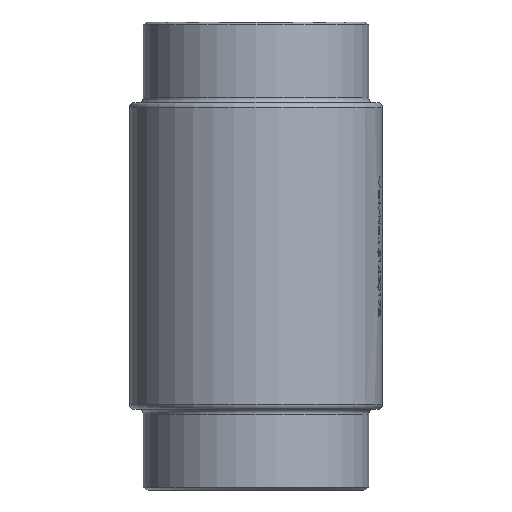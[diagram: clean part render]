
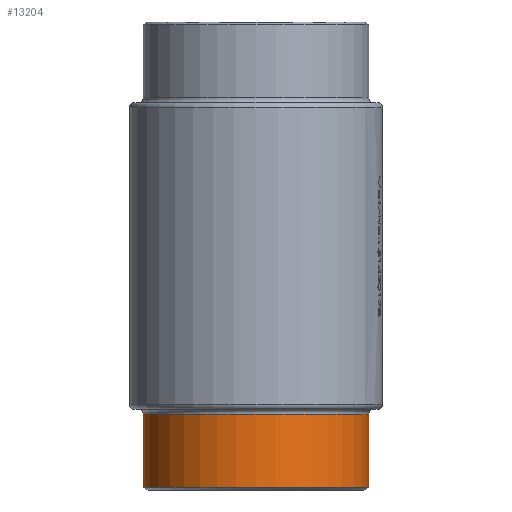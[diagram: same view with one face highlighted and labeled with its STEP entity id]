
A CAD part, front view. The second image highlights one B-rep face of the part: STEP entity #13204.
In plain terms, the highlighted cylindrical face has radius 69.85 mm (diameter 139.7 mm), a partial arc.
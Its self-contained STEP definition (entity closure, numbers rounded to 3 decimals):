
#223 = ORIENTED_EDGE ( 'NONE', *, *, #4735, .T. ) ;
#341 = DIRECTION ( 'NONE',  ( 0., 0., -1. ) ) ;
#570 = CARTESIAN_POINT ( 'NONE',  ( -69.85, 0., -288.268 ) ) ;
#1084 = CARTESIAN_POINT ( 'NONE',  ( 69.85, 0., -243. ) ) ;
#1256 = VECTOR ( 'NONE', #5031, 1000. ) ;
#1855 = DIRECTION ( 'NONE',  ( 0., 0., -1. ) ) ;
#2168 = DIRECTION ( 'NONE',  ( 1., 0., 0. ) ) ;
#2650 = CARTESIAN_POINT ( 'NONE',  ( 69.85, 0., -290. ) ) ;
#4735 = EDGE_CURVE ( 'NONE', #24187, #13568, #11690, .T. ) ;
#4887 = VERTEX_POINT ( 'NONE', #26765 ) ;
#5031 = DIRECTION ( 'NONE',  ( 0., 0., -1. ) ) ;
#5627 = EDGE_LOOP ( 'NONE', ( #223, #16456, #12965, #14081 ) ) ;
#6228 = CARTESIAN_POINT ( 'NONE',  ( 0., 0., -243. ) ) ;
#6506 = FACE_OUTER_BOUND ( 'NONE', #5627, .T. ) ;
#8035 = AXIS2_PLACEMENT_3D ( 'NONE', #8454, #21588, #19223 ) ;
#8454 = CARTESIAN_POINT ( 'NONE',  ( 0., 0., -288.268 ) ) ;
#8755 = CARTESIAN_POINT ( 'NONE',  ( 0., 0., -290. ) ) ;
#11690 = CIRCLE ( 'NONE', #27309, 69.85 ) ;
#12965 = ORIENTED_EDGE ( 'NONE', *, *, #26974, .T. ) ;
#13106 = CYLINDRICAL_SURFACE ( 'NONE', #26659, 69.85 ) ;
#13204 = ADVANCED_FACE ( 'NONE', ( #6506 ), #13106, .T. ) ;
#13568 = VERTEX_POINT ( 'NONE', #16231 ) ;
#13856 = CIRCLE ( 'NONE', #8035, 69.85 ) ;
#14081 = ORIENTED_EDGE ( 'NONE', *, *, #19493, .F. ) ;
#14781 = DIRECTION ( 'NONE',  ( 1., 0., 0. ) ) ;
#15131 = LINE ( 'NONE', #2650, #1256 ) ;
#16231 = CARTESIAN_POINT ( 'NONE',  ( -69.85, 0., -243. ) ) ;
#16456 = ORIENTED_EDGE ( 'NONE', *, *, #18988, .T. ) ;
#17258 = VERTEX_POINT ( 'NONE', #570 ) ;
#18988 = EDGE_CURVE ( 'NONE', #13568, #17258, #23399, .T. ) ;
#19223 = DIRECTION ( 'NONE',  ( 1., 0., 0. ) ) ;
#19493 = EDGE_CURVE ( 'NONE', #24187, #4887, #15131, .T. ) ;
#21049 = DIRECTION ( 'NONE',  ( 0., 0., -1. ) ) ;
#21588 = DIRECTION ( 'NONE',  ( 0., 0., 1. ) ) ;
#23399 = LINE ( 'NONE', #27331, #26736 ) ;
#24187 = VERTEX_POINT ( 'NONE', #1084 ) ;
#26659 = AXIS2_PLACEMENT_3D ( 'NONE', #8755, #341, #2168 ) ;
#26736 = VECTOR ( 'NONE', #1855, 1000. ) ;
#26765 = CARTESIAN_POINT ( 'NONE',  ( 69.85, 0., -288.268 ) ) ;
#26974 = EDGE_CURVE ( 'NONE', #17258, #4887, #13856, .T. ) ;
#27309 = AXIS2_PLACEMENT_3D ( 'NONE', #6228, #21049, #14781 ) ;
#27331 = CARTESIAN_POINT ( 'NONE',  ( -69.85, 0., -290. ) ) ;
